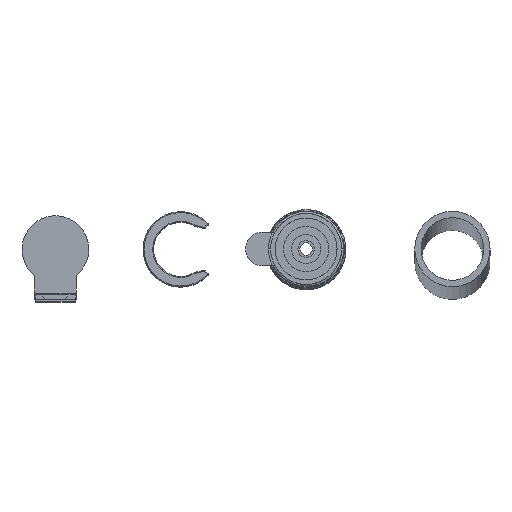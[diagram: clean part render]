
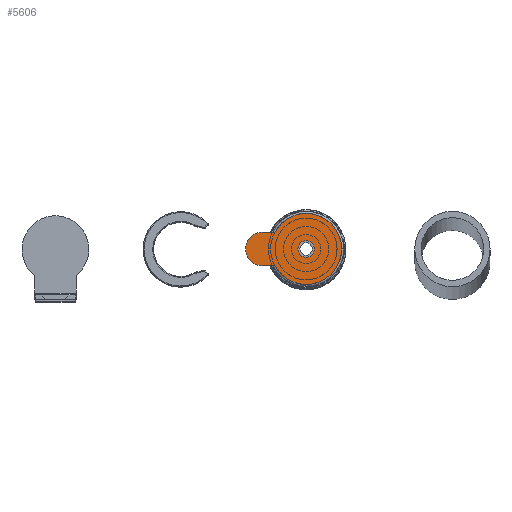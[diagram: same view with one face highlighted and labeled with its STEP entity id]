
A CAD part, top view. The second image highlights one B-rep face of the part: STEP entity #5606.
In plain terms, the highlighted face is planar.
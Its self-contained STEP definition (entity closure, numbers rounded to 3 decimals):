
#6 = AXIS2_PLACEMENT_3D ( 'NONE', #3173, #5607, #4178 ) ;
#111 = AXIS2_PLACEMENT_3D ( 'NONE', #3685, #898, #2770 ) ;
#461 = AXIS2_PLACEMENT_3D ( 'NONE', #1908, #2341, #5176 ) ;
#627 = ORIENTED_EDGE ( 'NONE', *, *, #2219, .F. ) ;
#658 = CIRCLE ( 'NONE', #4072, 4. ) ;
#668 = VERTEX_POINT ( 'NONE', #4846 ) ;
#896 = CARTESIAN_POINT ( 'NONE',  ( 4., 0., -7.5 ) ) ;
#898 = DIRECTION ( 'NONE',  ( 0., -1., 0. ) ) ;
#970 = VECTOR ( 'NONE', #3714, 1000. ) ;
#1118 = CARTESIAN_POINT ( 'NONE',  ( -4., 0., -10.5 ) ) ;
#1222 = EDGE_CURVE ( 'NONE', #4104, #2829, #5177, .T. ) ;
#1233 = CARTESIAN_POINT ( 'NONE',  ( 0., 0., 0. ) ) ;
#1251 = DIRECTION ( 'NONE',  ( 0., -1., 0. ) ) ;
#1284 = ORIENTED_EDGE ( 'NONE', *, *, #3355, .F. ) ;
#1615 = AXIS2_PLACEMENT_3D ( 'NONE', #5002, #1251, #5879 ) ;
#1675 = CARTESIAN_POINT ( 'NONE',  ( 0., 0., -10.5 ) ) ;
#1785 = ORIENTED_EDGE ( 'NONE', *, *, #2088, .T. ) ;
#1807 = PLANE ( 'NONE',  #111 ) ;
#1908 = CARTESIAN_POINT ( 'NONE',  ( 0., 0., 0. ) ) ;
#2088 = EDGE_CURVE ( 'NONE', #2829, #4104, #2304, .T. ) ;
#2219 = EDGE_CURVE ( 'NONE', #4641, #668, #658, .T. ) ;
#2250 = DIRECTION ( 'NONE',  ( 0., -1., 0. ) ) ;
#2276 = CARTESIAN_POINT ( 'NONE',  ( 0., 0., -2. ) ) ;
#2304 = CIRCLE ( 'NONE', #461, 2. ) ;
#2341 = DIRECTION ( 'NONE',  ( 0., -1., 0. ) ) ;
#2556 = EDGE_CURVE ( 'NONE', #3423, #5873, #3100, .T. ) ;
#2707 = VERTEX_POINT ( 'NONE', #5114 ) ;
#2770 = DIRECTION ( 'NONE',  ( 0., 0., -1. ) ) ;
#2781 = ORIENTED_EDGE ( 'NONE', *, *, #2556, .F. ) ;
#2829 = VERTEX_POINT ( 'NONE', #2276 ) ;
#3009 = CARTESIAN_POINT ( 'NONE',  ( -4., 0., -7.5 ) ) ;
#3065 = LINE ( 'NONE', #3009, #4813 ) ;
#3100 = CIRCLE ( 'NONE', #1615, 8.5 ) ;
#3173 = CARTESIAN_POINT ( 'NONE',  ( 0., 0., 0. ) ) ;
#3226 = FACE_BOUND ( 'NONE', #4784, .T. ) ;
#3355 = EDGE_CURVE ( 'NONE', #668, #3423, #4110, .T. ) ;
#3423 = VERTEX_POINT ( 'NONE', #896 ) ;
#3501 = AXIS2_PLACEMENT_3D ( 'NONE', #1233, #5335, #4007 ) ;
#3685 = CARTESIAN_POINT ( 'NONE',  ( 0., 0., 0. ) ) ;
#3714 = DIRECTION ( 'NONE',  ( 0., 0., 1. ) ) ;
#3890 = EDGE_CURVE ( 'NONE', #5873, #2707, #5735, .T. ) ;
#4007 = DIRECTION ( 'NONE',  ( 0., 0., -1. ) ) ;
#4072 = AXIS2_PLACEMENT_3D ( 'NONE', #1675, #2250, #4942 ) ;
#4104 = VERTEX_POINT ( 'NONE', #4759 ) ;
#4110 = LINE ( 'NONE', #4231, #970 ) ;
#4131 = ORIENTED_EDGE ( 'NONE', *, *, #5882, .F. ) ;
#4178 = DIRECTION ( 'NONE',  ( 0., 0., -1. ) ) ;
#4231 = CARTESIAN_POINT ( 'NONE',  ( 4., 0., -7.5 ) ) ;
#4641 = VERTEX_POINT ( 'NONE', #1118 ) ;
#4664 = ORIENTED_EDGE ( 'NONE', *, *, #1222, .T. ) ;
#4730 = EDGE_LOOP ( 'NONE', ( #2781, #1284, #627, #4131, #5754 ) ) ;
#4759 = CARTESIAN_POINT ( 'NONE',  ( 0., 0., 2. ) ) ;
#4784 = EDGE_LOOP ( 'NONE', ( #4664, #1785 ) ) ;
#4813 = VECTOR ( 'NONE', #5341, 1000. ) ;
#4846 = CARTESIAN_POINT ( 'NONE',  ( 4., 0., -10.5 ) ) ;
#4923 = CARTESIAN_POINT ( 'NONE',  ( 0., 0., 8.5 ) ) ;
#4942 = DIRECTION ( 'NONE',  ( 0., 0., -1. ) ) ;
#5002 = CARTESIAN_POINT ( 'NONE',  ( 0., 0., 0. ) ) ;
#5114 = CARTESIAN_POINT ( 'NONE',  ( -4., 0., -7.5 ) ) ;
#5176 = DIRECTION ( 'NONE',  ( 0., 0., -1. ) ) ;
#5177 = CIRCLE ( 'NONE', #6, 2. ) ;
#5335 = DIRECTION ( 'NONE',  ( 0., -1., 0. ) ) ;
#5341 = DIRECTION ( 'NONE',  ( 0., 0., -1. ) ) ;
#5606 = ADVANCED_FACE ( 'NONE', ( #5990, #3226 ), #1807, .F. ) ;
#5607 = DIRECTION ( 'NONE',  ( 0., -1., 0. ) ) ;
#5735 = CIRCLE ( 'NONE', #3501, 8.5 ) ;
#5754 = ORIENTED_EDGE ( 'NONE', *, *, #3890, .F. ) ;
#5873 = VERTEX_POINT ( 'NONE', #4923 ) ;
#5879 = DIRECTION ( 'NONE',  ( 0., 0., -1. ) ) ;
#5882 = EDGE_CURVE ( 'NONE', #2707, #4641, #3065, .T. ) ;
#5990 = FACE_OUTER_BOUND ( 'NONE', #4730, .T. ) ;
